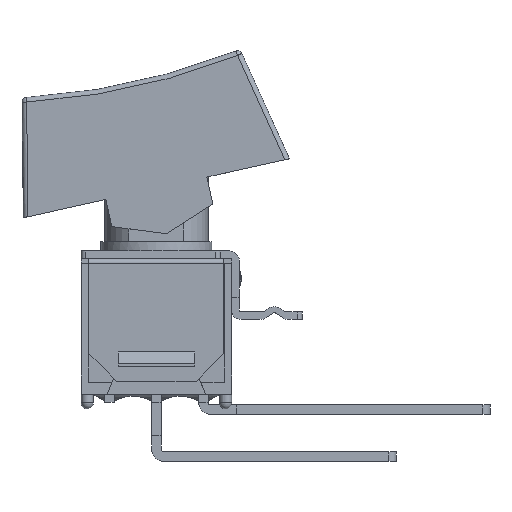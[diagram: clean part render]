
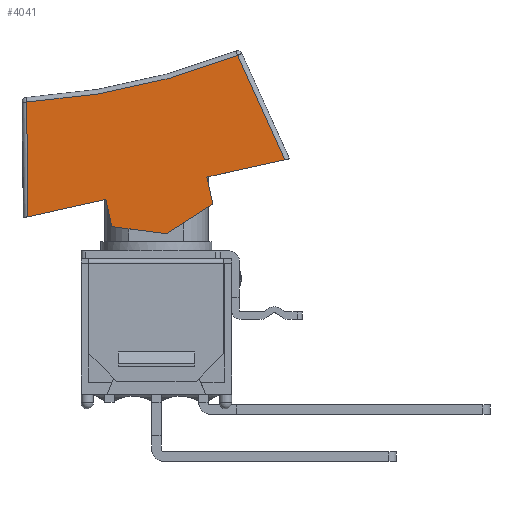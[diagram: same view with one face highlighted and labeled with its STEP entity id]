
A CAD part, front view. The second image highlights one B-rep face of the part: STEP entity #4041.
In plain terms, the highlighted planar face has unit normal (0, -1, 0).
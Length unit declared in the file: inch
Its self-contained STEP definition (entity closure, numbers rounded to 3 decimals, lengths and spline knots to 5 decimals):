
#98=PLANE('',#4327);
#286=FACE_OUTER_BOUND('',#507,.T.);
#507=EDGE_LOOP('',(#3110,#3111,#3112,#3113,#3114,#3115,#3116,#3117,#3118));
#779=LINE('',#6133,#1256);
#784=LINE('',#6143,#1261);
#792=LINE('',#6168,#1269);
#811=LINE('',#6209,#1288);
#814=LINE('',#6215,#1291);
#817=LINE('',#6220,#1294);
#819=LINE('',#6224,#1296);
#820=LINE('',#6226,#1297);
#1256=VECTOR('',#4846,0.3937);
#1261=VECTOR('',#4857,0.3937);
#1269=VECTOR('',#4877,0.3937);
#1288=VECTOR('',#4912,0.3937);
#1291=VECTOR('',#4917,0.3937);
#1294=VECTOR('',#4922,0.3937);
#1296=VECTOR('',#4926,0.3937);
#1297=VECTOR('',#4929,0.3937);
#1655=CIRCLE('',#4301,1.45359);
#1836=VERTEX_POINT('',#6097);
#1838=VERTEX_POINT('',#6102);
#1843=VERTEX_POINT('',#6131);
#1844=VERTEX_POINT('',#6139);
#1852=VERTEX_POINT('',#6166);
#1866=VERTEX_POINT('',#6207);
#1868=VERTEX_POINT('',#6213);
#1869=VERTEX_POINT('',#6218);
#1870=VERTEX_POINT('',#6222);
#2272=EDGE_CURVE('',#1838,#1836,#1655,.T.);
#2277=EDGE_CURVE('',#1843,#1838,#779,.T.);
#2283=EDGE_CURVE('',#1836,#1844,#784,.T.);
#2295=EDGE_CURVE('',#1852,#1843,#792,.T.);
#2315=EDGE_CURVE('',#1866,#1852,#811,.T.);
#2318=EDGE_CURVE('',#1868,#1866,#814,.T.);
#2321=EDGE_CURVE('',#1869,#1868,#817,.T.);
#2323=EDGE_CURVE('',#1870,#1869,#819,.T.);
#2324=EDGE_CURVE('',#1844,#1870,#820,.T.);
#3110=ORIENTED_EDGE('',*,*,#2277,.F.);
#3111=ORIENTED_EDGE('',*,*,#2295,.F.);
#3112=ORIENTED_EDGE('',*,*,#2315,.F.);
#3113=ORIENTED_EDGE('',*,*,#2318,.F.);
#3114=ORIENTED_EDGE('',*,*,#2321,.F.);
#3115=ORIENTED_EDGE('',*,*,#2323,.F.);
#3116=ORIENTED_EDGE('',*,*,#2324,.F.);
#3117=ORIENTED_EDGE('',*,*,#2283,.F.);
#3118=ORIENTED_EDGE('',*,*,#2272,.F.);
#4041=ADVANCED_FACE('',(#286),#98,.F.);
#4301=AXIS2_PLACEMENT_3D('',#6109,#4836,#4837);
#4327=AXIS2_PLACEMENT_3D('',#6230,#4934,#4935);
#4836=DIRECTION('center_axis',(0.,-1.,0.));
#4837=DIRECTION('ref_axis',(0.216,0.,-0.976));
#4846=DIRECTION('',(-0.012,0.,1.));
#4857=DIRECTION('',(0.412,0.,-0.911));
#4877=DIRECTION('',(-0.976,0.,-0.216));
#4912=DIRECTION('',(-0.216,0.,0.976));
#4917=DIRECTION('',(-0.991,0.,0.131));
#4922=DIRECTION('',(-0.843,0.,-0.538));
#4926=DIRECTION('',(0.216,0.,-0.976));
#4929=DIRECTION('',(-0.976,0.,-0.216));
#4934=DIRECTION('center_axis',(0.,1.,0.));
#4935=DIRECTION('ref_axis',(-0.216,0.,0.976));
#6097=CARTESIAN_POINT('',(0.17277,-0.15,0.72105));
#6102=CARTESIAN_POINT('',(-0.27612,-0.15,0.62154));
#6109=CARTESIAN_POINT('Origin',(-0.36233,-0.15,2.07257));
#6131=CARTESIAN_POINT('',(-0.27327,-0.15,0.37761));
#6133=CARTESIAN_POINT('',(-0.27487,-0.15,0.51414));
#6139=CARTESIAN_POINT('',(0.27327,-0.15,0.49877));
#6143=CARTESIAN_POINT('',(0.26963,-0.15,0.50682));
#6166=CARTESIAN_POINT('',(-0.10762,-0.15,0.41433));
#6168=CARTESIAN_POINT('',(-0.10762,-0.15,0.41433));
#6207=CARTESIAN_POINT('',(-0.09484,-0.15,0.35667));
#6209=CARTESIAN_POINT('',(-0.09484,-0.15,0.35667));
#6213=CARTESIAN_POINT('',(0.02147,-0.15,0.34133));
#6215=CARTESIAN_POINT('',(0.02147,-0.15,0.34133));
#6218=CARTESIAN_POINT('',(0.12041,-0.15,0.40439));
#6220=CARTESIAN_POINT('',(0.12041,-0.15,0.40439));
#6222=CARTESIAN_POINT('',(0.10762,-0.15,0.46205));
#6224=CARTESIAN_POINT('',(0.10762,-0.15,0.46205));
#6226=CARTESIAN_POINT('',(-0.10762,-0.15,0.41433));
#6230=CARTESIAN_POINT('Origin',(0.00833,-0.15,0.40062));
